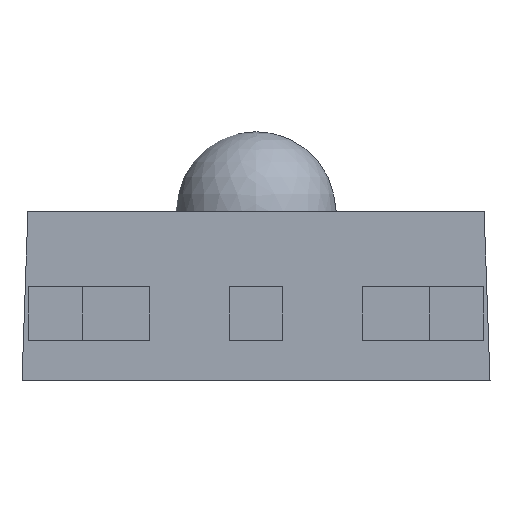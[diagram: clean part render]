
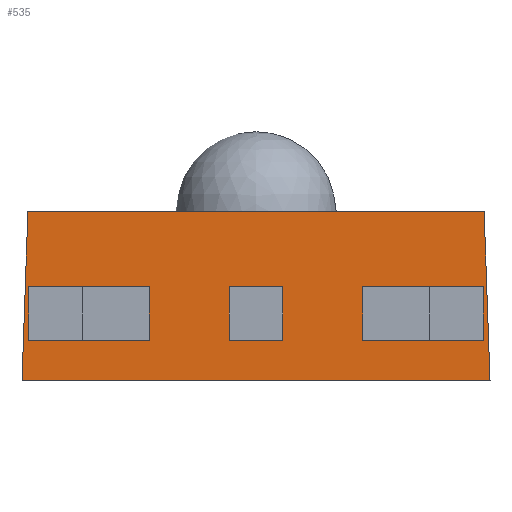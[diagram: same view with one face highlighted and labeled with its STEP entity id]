
A CAD part, front view. The second image highlights one B-rep face of the part: STEP entity #535.
In plain terms, the highlighted planar face has unit normal (0, -1, 0).
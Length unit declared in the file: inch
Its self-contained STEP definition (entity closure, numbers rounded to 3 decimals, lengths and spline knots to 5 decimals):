
#5 = DIRECTION ( 'NONE',  ( 0., 0., 1. ) ) ;
#9 = EDGE_CURVE ( 'NONE', #140, #141, #470, .T. ) ;
#10 = DIRECTION ( 'NONE',  ( 0., 0., 1. ) ) ;
#26 = EDGE_CURVE ( 'NONE', #226, #1126, #1141, .T. ) ;
#31 = ORIENTED_EDGE ( 'NONE', *, *, #108, .T. ) ;
#32 = VECTOR ( 'NONE', #10, 39.37008 ) ;
#35 = EDGE_CURVE ( 'NONE', #55, #779, #280, .T. ) ;
#41 = DIRECTION ( 'NONE',  ( 1., 0., 0. ) ) ;
#55 = VERTEX_POINT ( 'NONE', #338 ) ;
#75 = LINE ( 'NONE', #587, #603 ) ;
#90 = ORIENTED_EDGE ( 'NONE', *, *, #745, .F. ) ;
#107 = FACE_BOUND ( 'NONE', #1200, .T. ) ;
#108 = EDGE_CURVE ( 'NONE', #219, #127, #1069, .T. ) ;
#115 = VECTOR ( 'NONE', #378, 39.37008 ) ;
#127 = VERTEX_POINT ( 'NONE', #161 ) ;
#140 = VERTEX_POINT ( 'NONE', #1182 ) ;
#141 = VERTEX_POINT ( 'NONE', #259 ) ;
#147 = CARTESIAN_POINT ( 'NONE',  ( -0.0875, -0.175, 0.063 ) ) ;
#161 = CARTESIAN_POINT ( 'NONE',  ( -0.0875, -0.175, 0. ) ) ;
#176 = LINE ( 'NONE', #401, #531 ) ;
#178 = CARTESIAN_POINT ( 'NONE',  ( 0.0875, -0.175, 0. ) ) ;
#180 = EDGE_LOOP ( 'NONE', ( #765, #365, #1124, #608 ) ) ;
#197 = VERTEX_POINT ( 'NONE', #564 ) ;
#219 = VERTEX_POINT ( 'NONE', #1078 ) ;
#226 = VERTEX_POINT ( 'NONE', #1295 ) ;
#230 = CARTESIAN_POINT ( 'NONE',  ( 0.04, -0.175, 0.015 ) ) ;
#232 = DIRECTION ( 'NONE',  ( -1., 0., 0. ) ) ;
#238 = DIRECTION ( 'NONE',  ( -0.035, 0., -0.999 ) ) ;
#242 = CARTESIAN_POINT ( 'NONE',  ( 0.04, -0.175, 0.035 ) ) ;
#259 = CARTESIAN_POINT ( 'NONE',  ( -0.01, -0.175, 0.035 ) ) ;
#274 = CARTESIAN_POINT ( 'NONE',  ( -0.04, -0.175, 0.015 ) ) ;
#280 = LINE ( 'NONE', #242, #1102 ) ;
#301 = CARTESIAN_POINT ( 'NONE',  ( 0.06, -0.175, 0.015 ) ) ;
#320 = EDGE_CURVE ( 'NONE', #127, #1028, #391, .T. ) ;
#321 = LINE ( 'NONE', #974, #1244 ) ;
#328 = ORIENTED_EDGE ( 'NONE', *, *, #785, .F. ) ;
#329 = VECTOR ( 'NONE', #5, 39.37008 ) ;
#335 = VECTOR ( 'NONE', #842, 39.37008 ) ;
#338 = CARTESIAN_POINT ( 'NONE',  ( 0.04, -0.175, 0.035 ) ) ;
#355 = ORIENTED_EDGE ( 'NONE', *, *, #1339, .F. ) ;
#365 = ORIENTED_EDGE ( 'NONE', *, *, #1119, .T. ) ;
#378 = DIRECTION ( 'NONE',  ( -1., 0., 0. ) ) ;
#385 = CARTESIAN_POINT ( 'NONE',  ( -0.04, -0.175, 0.035 ) ) ;
#391 = LINE ( 'NONE', #1201, #633 ) ;
#401 = CARTESIAN_POINT ( 'NONE',  ( -0.01, -0.175, 0.015 ) ) ;
#426 = CARTESIAN_POINT ( 'NONE',  ( -0.06, -0.175, 0.035 ) ) ;
#433 = CARTESIAN_POINT ( 'NONE',  ( 0.0853, -0.175, 0.063 ) ) ;
#454 = EDGE_LOOP ( 'NONE', ( #1268, #836, #90, #31 ) ) ;
#470 = LINE ( 'NONE', #653, #1023 ) ;
#480 = LINE ( 'NONE', #735, #934 ) ;
#495 = LINE ( 'NONE', #1250, #329 ) ;
#499 = CARTESIAN_POINT ( 'NONE',  ( -0.01, -0.175, 0.015 ) ) ;
#524 = FACE_OUTER_BOUND ( 'NONE', #454, .T. ) ;
#531 = VECTOR ( 'NONE', #1125, 39.37008 ) ;
#535 = ADVANCED_FACE ( 'NONE', ( #107, #524, #1071, #1055 ), #1243, .F. ) ;
#536 = EDGE_CURVE ( 'NONE', #993, #1299, #1319, .T. ) ;
#544 = DIRECTION ( 'NONE',  ( 0., 0., 1. ) ) ;
#553 = VECTOR ( 'NONE', #912, 39.37008 ) ;
#561 = CARTESIAN_POINT ( 'NONE',  ( 0.04, -0.175, 0.015 ) ) ;
#564 = CARTESIAN_POINT ( 'NONE',  ( 0.04, -0.175, 0.015 ) ) ;
#566 = VERTEX_POINT ( 'NONE', #301 ) ;
#587 = CARTESIAN_POINT ( 'NONE',  ( 0.01, -0.175, 0.015 ) ) ;
#603 = VECTOR ( 'NONE', #1112, 39.37008 ) ;
#608 = ORIENTED_EDGE ( 'NONE', *, *, #1262, .F. ) ;
#620 = VERTEX_POINT ( 'NONE', #433 ) ;
#624 = CARTESIAN_POINT ( 'NONE',  ( -0.0875, -0.175, 0.063 ) ) ;
#631 = VECTOR ( 'NONE', #979, 39.37008 ) ;
#633 = VECTOR ( 'NONE', #800, 39.37008 ) ;
#651 = ORIENTED_EDGE ( 'NONE', *, *, #35, .T. ) ;
#653 = CARTESIAN_POINT ( 'NONE',  ( 0.01, -0.175, 0.035 ) ) ;
#654 = EDGE_CURVE ( 'NONE', #1299, #688, #480, .T. ) ;
#667 = CARTESIAN_POINT ( 'NONE',  ( 0.06, -0.175, 0.035 ) ) ;
#679 = EDGE_CURVE ( 'NONE', #197, #55, #730, .T. ) ;
#688 = VERTEX_POINT ( 'NONE', #426 ) ;
#730 = LINE ( 'NONE', #230, #32 ) ;
#735 = CARTESIAN_POINT ( 'NONE',  ( -0.06, -0.175, 0.015 ) ) ;
#741 = LINE ( 'NONE', #877, #115 ) ;
#745 = EDGE_CURVE ( 'NONE', #219, #620, #1048, .T. ) ;
#765 = ORIENTED_EDGE ( 'NONE', *, *, #26, .T. ) ;
#770 = EDGE_CURVE ( 'NONE', #620, #1028, #321, .T. ) ;
#779 = VERTEX_POINT ( 'NONE', #667 ) ;
#785 = EDGE_CURVE ( 'NONE', #197, #566, #1135, .T. ) ;
#800 = DIRECTION ( 'NONE',  ( 1., 0., 0. ) ) ;
#808 = EDGE_CURVE ( 'NONE', #993, #1280, #845, .T. ) ;
#825 = CARTESIAN_POINT ( 'NONE',  ( -0.06, -0.175, 0.015 ) ) ;
#836 = ORIENTED_EDGE ( 'NONE', *, *, #770, .F. ) ;
#842 = DIRECTION ( 'NONE',  ( 1., 0., 0. ) ) ;
#844 = DIRECTION ( 'NONE',  ( 1., 0., 0. ) ) ;
#845 = LINE ( 'NONE', #274, #631 ) ;
#847 = EDGE_CURVE ( 'NONE', #1280, #688, #741, .T. ) ;
#856 = CARTESIAN_POINT ( 'NONE',  ( 0.01, -0.175, 0.015 ) ) ;
#857 = ORIENTED_EDGE ( 'NONE', *, *, #654, .T. ) ;
#877 = CARTESIAN_POINT ( 'NONE',  ( -0.04, -0.175, 0.035 ) ) ;
#891 = ORIENTED_EDGE ( 'NONE', *, *, #536, .T. ) ;
#912 = DIRECTION ( 'NONE',  ( -1., 0., 0. ) ) ;
#918 = VECTOR ( 'NONE', #41, 39.37008 ) ;
#934 = VECTOR ( 'NONE', #544, 39.37008 ) ;
#974 = CARTESIAN_POINT ( 'NONE',  ( 0.08509, -0.175, 0.06903 ) ) ;
#979 = DIRECTION ( 'NONE',  ( 0., 0., 1. ) ) ;
#993 = VERTEX_POINT ( 'NONE', #1103 ) ;
#1009 = EDGE_LOOP ( 'NONE', ( #328, #1202, #651, #355 ) ) ;
#1023 = VECTOR ( 'NONE', #232, 39.37008 ) ;
#1028 = VERTEX_POINT ( 'NONE', #178 ) ;
#1031 = ORIENTED_EDGE ( 'NONE', *, *, #808, .F. ) ;
#1037 = DIRECTION ( 'NONE',  ( -1., 0., 0. ) ) ;
#1048 = LINE ( 'NONE', #147, #918 ) ;
#1055 = FACE_BOUND ( 'NONE', #1009, .T. ) ;
#1069 = LINE ( 'NONE', #1276, #1332 ) ;
#1071 = FACE_BOUND ( 'NONE', #180, .T. ) ;
#1078 = CARTESIAN_POINT ( 'NONE',  ( -0.0853, -0.175, 0.063 ) ) ;
#1102 = VECTOR ( 'NONE', #844, 39.37008 ) ;
#1103 = CARTESIAN_POINT ( 'NONE',  ( -0.04, -0.175, 0.015 ) ) ;
#1112 = DIRECTION ( 'NONE',  ( 0., 0., 1. ) ) ;
#1119 = EDGE_CURVE ( 'NONE', #1126, #141, #176, .T. ) ;
#1121 = VECTOR ( 'NONE', #1161, 39.37008 ) ;
#1124 = ORIENTED_EDGE ( 'NONE', *, *, #9, .F. ) ;
#1125 = DIRECTION ( 'NONE',  ( 0., 0., 1. ) ) ;
#1126 = VERTEX_POINT ( 'NONE', #499 ) ;
#1135 = LINE ( 'NONE', #561, #335 ) ;
#1141 = LINE ( 'NONE', #856, #1121 ) ;
#1161 = DIRECTION ( 'NONE',  ( -1., 0., 0. ) ) ;
#1181 = DIRECTION ( 'NONE',  ( 0.035, 0., -0.999 ) ) ;
#1182 = CARTESIAN_POINT ( 'NONE',  ( 0.01, -0.175, 0.035 ) ) ;
#1200 = EDGE_LOOP ( 'NONE', ( #891, #857, #1238, #1031 ) ) ;
#1201 = CARTESIAN_POINT ( 'NONE',  ( -0.0875, -0.175, 0. ) ) ;
#1202 = ORIENTED_EDGE ( 'NONE', *, *, #679, .T. ) ;
#1209 = AXIS2_PLACEMENT_3D ( 'NONE', #624, #1232, #1037 ) ;
#1232 = DIRECTION ( 'NONE',  ( 0., 1., 0. ) ) ;
#1238 = ORIENTED_EDGE ( 'NONE', *, *, #847, .F. ) ;
#1241 = CARTESIAN_POINT ( 'NONE',  ( -0.04, -0.175, 0.015 ) ) ;
#1243 = PLANE ( 'NONE',  #1209 ) ;
#1244 = VECTOR ( 'NONE', #1181, 39.37008 ) ;
#1250 = CARTESIAN_POINT ( 'NONE',  ( 0.06, -0.175, 0.015 ) ) ;
#1262 = EDGE_CURVE ( 'NONE', #226, #140, #75, .T. ) ;
#1268 = ORIENTED_EDGE ( 'NONE', *, *, #320, .T. ) ;
#1276 = CARTESIAN_POINT ( 'NONE',  ( -0.0853, -0.175, 0.06292 ) ) ;
#1280 = VERTEX_POINT ( 'NONE', #385 ) ;
#1295 = CARTESIAN_POINT ( 'NONE',  ( 0.01, -0.175, 0.015 ) ) ;
#1299 = VERTEX_POINT ( 'NONE', #825 ) ;
#1319 = LINE ( 'NONE', #1241, #553 ) ;
#1332 = VECTOR ( 'NONE', #238, 39.37008 ) ;
#1339 = EDGE_CURVE ( 'NONE', #566, #779, #495, .T. ) ;
